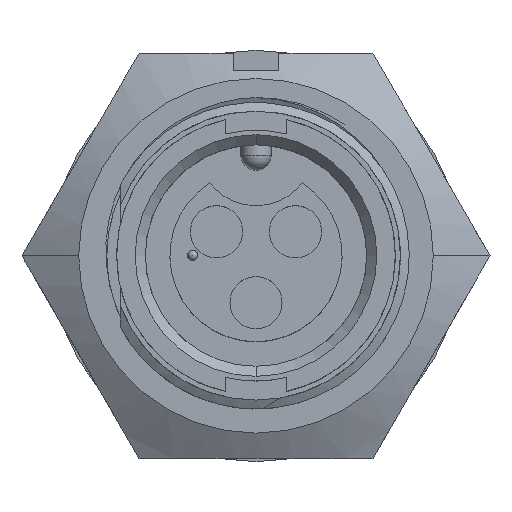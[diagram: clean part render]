
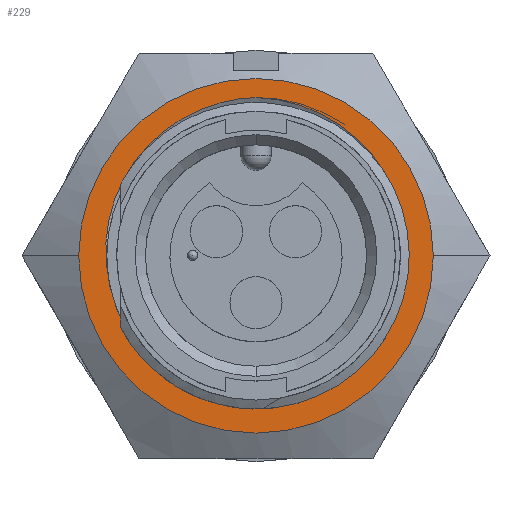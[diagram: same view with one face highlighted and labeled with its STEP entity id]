
A CAD part, top view. The second image highlights one B-rep face of the part: STEP entity #229.
In plain terms, the highlighted planar face has unit normal (0, 0, 1).
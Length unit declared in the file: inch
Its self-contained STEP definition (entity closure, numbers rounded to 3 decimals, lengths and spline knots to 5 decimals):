
#229 = ADVANCED_FACE ( 'NONE', ( #6171, #6066 ), #8273, .F. ) ;
#292 = EDGE_CURVE ( 'NONE', #6877, #7036, #2266, .T. ) ;
#313 = EDGE_CURVE ( 'NONE', #6472, #7133, #5961, .T. ) ;
#575 = CARTESIAN_POINT ( 'NONE',  ( 0., 0.3125, -0.3195 ) ) ;
#667 = DIRECTION ( 'NONE',  ( 1., 0., 0. ) ) ;
#669 = DIRECTION ( 'NONE',  ( 0., 0., 1. ) ) ;
#671 = CARTESIAN_POINT ( 'NONE',  ( 0., 0., -0.3195 ) ) ;
#766 = CARTESIAN_POINT ( 'NONE',  ( -0.35, 0., -0.3195 ) ) ;
#1003 = EDGE_CURVE ( 'NONE', #7019, #6472, #5914, .T. ) ;
#1299 = DIRECTION ( 'NONE',  ( -1., 0., 0. ) ) ;
#1301 = DIRECTION ( 'NONE',  ( 0., 0., -1. ) ) ;
#1302 = CARTESIAN_POINT ( 'NONE',  ( 0., 0., -0.3195 ) ) ;
#1902 = EDGE_CURVE ( 'NONE', #7036, #6877, #2661, .T. ) ;
#2266 = CIRCLE ( 'NONE', #6112, 0.35 ) ;
#2327 = CIRCLE ( 'NONE', #3842, 0.2945 ) ;
#2661 = CIRCLE ( 'NONE', #3648, 0.35 ) ;
#2866 = EDGE_CURVE ( 'NONE', #7019, #7133, #2327, .T. ) ;
#2926 = CARTESIAN_POINT ( 'NONE',  ( 0.28876, -0.05788, -0.3195 ) ) ;
#2976 = CARTESIAN_POINT ( 'NONE',  ( 0.35, 0., -0.3195 ) ) ;
#2994 = CARTESIAN_POINT ( 'NONE',  ( -0.28876, -0.05788, -0.3195 ) ) ;
#3648 = AXIS2_PLACEMENT_3D ( 'NONE', #1302, #1301, #1299 ) ;
#3842 = AXIS2_PLACEMENT_3D ( 'NONE', #671, #669, #667 ) ;
#4528 = CARTESIAN_POINT ( 'NONE',  ( -0.28445, 0.09743, -0.3195 ) ) ;
#4531 = CARTESIAN_POINT ( 'NONE',  ( -0.25809, 0.15867, -0.3195 ) ) ;
#4534 = CARTESIAN_POINT ( 'NONE',  ( -0.20298, 0.22885, -0.3195 ) ) ;
#4537 = CARTESIAN_POINT ( 'NONE',  ( -0.27717, 0.11846, -0.3195 ) ) ;
#4540 = CARTESIAN_POINT ( 'NONE',  ( -0.24611, 0.178, -0.3195 ) ) ;
#4542 = CARTESIAN_POINT ( 'NONE',  ( -0.21858, 0.21298, -0.3195 ) ) ;
#4543 = CARTESIAN_POINT ( 'NONE',  ( -0.10971, 0.28953, -0.3195 ) ) ;
#4544 = CARTESIAN_POINT ( 'NONE',  ( -0.14941, 0.26946, -0.3195 ) ) ;
#4545 = CARTESIAN_POINT ( 'NONE',  ( -0.0885, 0.29751, -0.3195 ) ) ;
#4546 = CARTESIAN_POINT ( 'NONE',  ( -0.04496, 0.30862, -0.3195 ) ) ;
#4551 = CARTESIAN_POINT ( 'NONE',  ( -0.02252, 0.3118, -0.3195 ) ) ;
#4657 = CARTESIAN_POINT ( 'NONE',  ( -0.29136, -0.04691, -0.3195 ) ) ;
#4658 = CARTESIAN_POINT ( 'NONE',  ( -0.28876, -0.05788, -0.3195 ) ) ;
#4670 = CARTESIAN_POINT ( 'NONE',  ( -0.16811, 0.25734, -0.3195 ) ) ;
#4679 = CARTESIAN_POINT ( 'NONE',  ( -0.29594, -0.01351, -0.3195 ) ) ;
#4757 = CARTESIAN_POINT ( 'NONE',  ( 0., 0.3125, -0.3195 ) ) ;
#4800 = CARTESIAN_POINT ( 'NONE',  ( -0.2943, 0.05346, -0.3195 ) ) ;
#4852 = CARTESIAN_POINT ( 'NONE',  ( -0.2967, 0.03127, -0.3195 ) ) ;
#4864 = CARTESIAN_POINT ( 'NONE',  ( -0.29331, -0.03584, -0.3195 ) ) ;
#4897 = CARTESIAN_POINT ( 'NONE',  ( -0.2966, -0.00224, -0.3195 ) ) ;
#5914 = B_SPLINE_CURVE_WITH_KNOTS ( 'NONE', 3,
 ( #4658, #4657, #4864, #4679, #4897, #4852, #4800, #4528, #4537, #4531, #4540, #4542, #4534, #4670, #4544, #4543, #4545, #4546, #4551, #4757 ),
 .UNSPECIFIED., .F., .F.,
 ( 4, 2, 2, 2, 2, 2, 2, 2, 2, 4 ),
 ( 0., 0.00086, 0.00171, 0.00343, 0.00514, 0.00685, 0.00856, 0.01028, 0.01199, 0.0137 ),
 .UNSPECIFIED. ) ;
#5961 = B_SPLINE_CURVE_WITH_KNOTS ( 'NONE', 3,
 ( #8610, #8607, #8608, #8609, #8613, #8611, #8612, #8604, #8602, #8606, #8600, #8599, #8598, #8597, #8601, #8596, #8595, #8593, #8594, #8588 ),
 .UNSPECIFIED., .F., .F.,
 ( 4, 2, 2, 2, 2, 2, 2, 2, 2, 4 ),
 ( 0., 0.00086, 0.00171, 0.00343, 0.00514, 0.00685, 0.00856, 0.01028, 0.01199, 0.0137 ),
 .UNSPECIFIED. ) ;
#6066 = FACE_OUTER_BOUND ( 'NONE', #6868, .T. ) ;
#6112 = AXIS2_PLACEMENT_3D ( 'NONE', #8837, #8850, #8838 ) ;
#6171 = FACE_BOUND ( 'NONE', #6451, .T. ) ;
#6177 = AXIS2_PLACEMENT_3D ( 'NONE', #8271, #8270, #8269 ) ;
#6451 = EDGE_LOOP ( 'NONE', ( #10657, #11158, #11134 ) ) ;
#6472 = VERTEX_POINT ( 'NONE', #575 ) ;
#6648 = ORIENTED_EDGE ( 'NONE', *, *, #292, .F. ) ;
#6868 = EDGE_LOOP ( 'NONE', ( #6648, #10860 ) ) ;
#6877 = VERTEX_POINT ( 'NONE', #766 ) ;
#7019 = VERTEX_POINT ( 'NONE', #2994 ) ;
#7036 = VERTEX_POINT ( 'NONE', #2976 ) ;
#7133 = VERTEX_POINT ( 'NONE', #2926 ) ;
#8269 = DIRECTION ( 'NONE',  ( -1., 0., 0. ) ) ;
#8270 = DIRECTION ( 'NONE',  ( 0., 0., -1. ) ) ;
#8271 = CARTESIAN_POINT ( 'NONE',  ( -0.23094, -0.4, -0.3195 ) ) ;
#8273 = PLANE ( 'NONE',  #6177 ) ;
#8588 = CARTESIAN_POINT ( 'NONE',  ( 0.28876, -0.05788, -0.3195 ) ) ;
#8593 = CARTESIAN_POINT ( 'NONE',  ( 0.29654, -0.01383, -0.3195 ) ) ;
#8594 = CARTESIAN_POINT ( 'NONE',  ( 0.29395, -0.03594, -0.3195 ) ) ;
#8595 = CARTESIAN_POINT ( 'NONE',  ( 0.29673, 0.03074, -0.3195 ) ) ;
#8596 = CARTESIAN_POINT ( 'NONE',  ( 0.2943, 0.05334, -0.3195 ) ) ;
#8597 = CARTESIAN_POINT ( 'NONE',  ( 0.27742, 0.11786, -0.3195 ) ) ;
#8598 = CARTESIAN_POINT ( 'NONE',  ( 0.25816, 0.15857, -0.3195 ) ) ;
#8599 = CARTESIAN_POINT ( 'NONE',  ( 0.24626, 0.1778, -0.3195 ) ) ;
#8600 = CARTESIAN_POINT ( 'NONE',  ( 0.21849, 0.2131, -0.3195 ) ) ;
#8601 = CARTESIAN_POINT ( 'NONE',  ( 0.28463, 0.09675, -0.3195 ) ) ;
#8602 = CARTESIAN_POINT ( 'NONE',  ( 0.16807, 0.25734, -0.3195 ) ) ;
#8604 = CARTESIAN_POINT ( 'NONE',  ( 0.14943, 0.26947, -0.3195 ) ) ;
#8606 = CARTESIAN_POINT ( 'NONE',  ( 0.20255, 0.22923, -0.3195 ) ) ;
#8607 = CARTESIAN_POINT ( 'NONE',  ( 0.01126, 0.31215, -0.3195 ) ) ;
#8608 = CARTESIAN_POINT ( 'NONE',  ( 0.02246, 0.31119, -0.3195 ) ) ;
#8609 = CARTESIAN_POINT ( 'NONE',  ( 0.04473, 0.30804, -0.3195 ) ) ;
#8610 = CARTESIAN_POINT ( 'NONE',  ( 0., 0.3125, -0.3195 ) ) ;
#8611 = CARTESIAN_POINT ( 'NONE',  ( 0.08828, 0.29757, -0.3195 ) ) ;
#8612 = CARTESIAN_POINT ( 'NONE',  ( 0.1092, 0.28976, -0.3195 ) ) ;
#8613 = CARTESIAN_POINT ( 'NONE',  ( 0.0558, 0.30585, -0.3195 ) ) ;
#8837 = CARTESIAN_POINT ( 'NONE',  ( 0., 0., -0.3195 ) ) ;
#8838 = DIRECTION ( 'NONE',  ( -1., 0., 0. ) ) ;
#8850 = DIRECTION ( 'NONE',  ( 0., 0., -1. ) ) ;
#10657 = ORIENTED_EDGE ( 'NONE', *, *, #1003, .T. ) ;
#10860 = ORIENTED_EDGE ( 'NONE', *, *, #1902, .F. ) ;
#11134 = ORIENTED_EDGE ( 'NONE', *, *, #2866, .F. ) ;
#11158 = ORIENTED_EDGE ( 'NONE', *, *, #313, .T. ) ;
